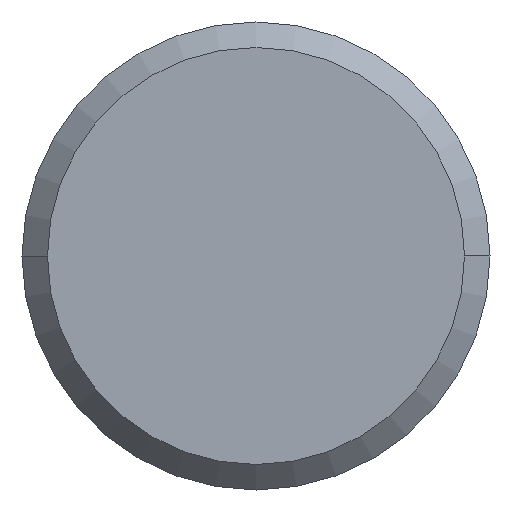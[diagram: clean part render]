
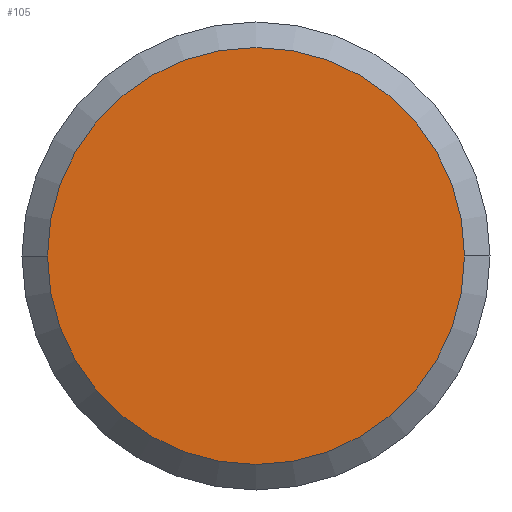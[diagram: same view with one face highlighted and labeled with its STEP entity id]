
A CAD part, left-side view. The second image highlights one B-rep face of the part: STEP entity #105.
In plain terms, the highlighted planar face has unit normal (-1, 0, 0).
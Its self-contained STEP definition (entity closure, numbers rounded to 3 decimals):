
#13 = CARTESIAN_POINT ( 'NONE',  ( 0., 6.238, 0. ) ) ;
#31 = EDGE_LOOP ( 'NONE', ( #380, #258 ) ) ;
#38 = DIRECTION ( 'NONE',  ( 1., 0., 0. ) ) ;
#48 = AXIS2_PLACEMENT_3D ( 'NONE', #249, #288, #319 ) ;
#84 = VERTEX_POINT ( 'NONE', #13 ) ;
#89 = EDGE_CURVE ( 'NONE', #386, #84, #155, .T. ) ;
#95 = FACE_OUTER_BOUND ( 'NONE', #31, .T. ) ;
#105 = ADVANCED_FACE ( 'NONE', ( #95 ), #302, .T. ) ;
#155 = CIRCLE ( 'NONE', #289, 6.238 ) ;
#196 = CIRCLE ( 'NONE', #48, 6.238 ) ;
#206 = CARTESIAN_POINT ( 'NONE',  ( 0., 0., 0. ) ) ;
#224 = AXIS2_PLACEMENT_3D ( 'NONE', #206, #371, #329 ) ;
#236 = DIRECTION ( 'NONE',  ( 0., 1., 0. ) ) ;
#249 = CARTESIAN_POINT ( 'NONE',  ( 0., 0., 0. ) ) ;
#258 = ORIENTED_EDGE ( 'NONE', *, *, #89, .F. ) ;
#271 = CARTESIAN_POINT ( 'NONE',  ( 0., 0., 0. ) ) ;
#288 = DIRECTION ( 'NONE',  ( 1., 0., 0. ) ) ;
#289 = AXIS2_PLACEMENT_3D ( 'NONE', #271, #38, #236 ) ;
#302 = PLANE ( 'NONE',  #224 ) ;
#319 = DIRECTION ( 'NONE',  ( 0., 1., 0. ) ) ;
#329 = DIRECTION ( 'NONE',  ( 0., -1., 0. ) ) ;
#349 = EDGE_CURVE ( 'NONE', #84, #386, #196, .T. ) ;
#351 = CARTESIAN_POINT ( 'NONE',  ( 0., -6.238, 0. ) ) ;
#371 = DIRECTION ( 'NONE',  ( -1., 0., 0. ) ) ;
#380 = ORIENTED_EDGE ( 'NONE', *, *, #349, .F. ) ;
#386 = VERTEX_POINT ( 'NONE', #351 ) ;
